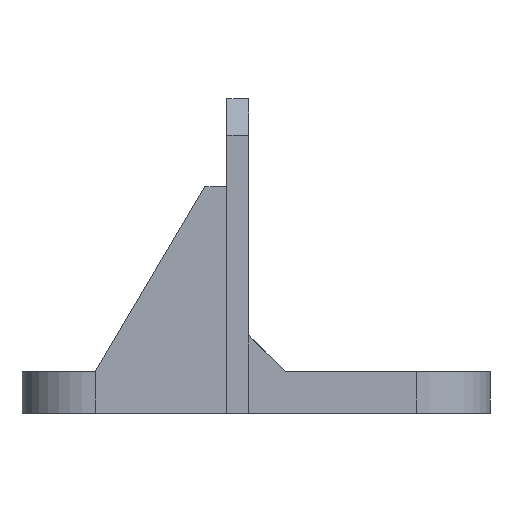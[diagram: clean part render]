
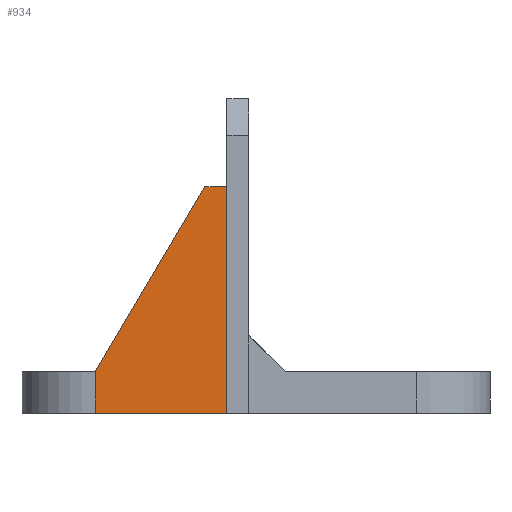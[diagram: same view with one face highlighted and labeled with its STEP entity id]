
A CAD part, front view. The second image highlights one B-rep face of the part: STEP entity #934.
In plain terms, the highlighted planar face has unit normal (0, -1, 0).
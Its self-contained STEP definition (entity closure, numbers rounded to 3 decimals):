
#273 = VERTEX_POINT ( 'NONE', #3069 ) ;
#650 = VERTEX_POINT ( 'NONE', #2737 ) ;
#669 = DIRECTION ( 'NONE',  ( -1., 0., 0. ) ) ;
#678 = DIRECTION ( 'NONE',  ( 1., 0., 0. ) ) ;
#881 = VECTOR ( 'NONE', #2292, 1000. ) ;
#934 = ADVANCED_FACE ( 'NONE', ( #2240 ), #4800, .F. ) ;
#990 = DIRECTION ( 'NONE',  ( 0., 0., 1. ) ) ;
#1099 = EDGE_CURVE ( 'NONE', #2337, #1582, #2345, .T. ) ;
#1146 = LINE ( 'NONE', #2448, #2903 ) ;
#1151 = VECTOR ( 'NONE', #669, 1000. ) ;
#1332 = LINE ( 'NONE', #2588, #4757 ) ;
#1378 = CARTESIAN_POINT ( 'NONE',  ( 406.142, -196.461, 5.7 ) ) ;
#1582 = VERTEX_POINT ( 'NONE', #3859 ) ;
#1677 = ORIENTED_EDGE ( 'NONE', *, *, #1099, .T. ) ;
#1780 = DIRECTION ( 'NONE',  ( -0.51, 0., -0.86 ) ) ;
#1887 = ORIENTED_EDGE ( 'NONE', *, *, #4825, .T. ) ;
#2240 = FACE_OUTER_BOUND ( 'NONE', #4761, .T. ) ;
#2292 = DIRECTION ( 'NONE',  ( 0., 0., 1. ) ) ;
#2337 = VERTEX_POINT ( 'NONE', #1378 ) ;
#2345 = LINE ( 'NONE', #3204, #3732 ) ;
#2448 = CARTESIAN_POINT ( 'NONE',  ( 406.142, -196.461, 0. ) ) ;
#2588 = CARTESIAN_POINT ( 'NONE',  ( 421.142, -196.461, 31. ) ) ;
#2591 = AXIS2_PLACEMENT_3D ( 'NONE', #4698, #2623, #990 ) ;
#2623 = DIRECTION ( 'NONE',  ( 0., 1., 0. ) ) ;
#2732 = LINE ( 'NONE', #3149, #881 ) ;
#2737 = CARTESIAN_POINT ( 'NONE',  ( 424.142, -196.461, 0. ) ) ;
#2798 = LINE ( 'NONE', #5284, #1151 ) ;
#2903 = VECTOR ( 'NONE', #678, 1000. ) ;
#3069 = CARTESIAN_POINT ( 'NONE',  ( 424.142, -196.461, 31. ) ) ;
#3108 = ORIENTED_EDGE ( 'NONE', *, *, #4036, .T. ) ;
#3145 = EDGE_CURVE ( 'NONE', #4533, #2337, #1332, .T. ) ;
#3149 = CARTESIAN_POINT ( 'NONE',  ( 424.142, -196.461, 5.7 ) ) ;
#3204 = CARTESIAN_POINT ( 'NONE',  ( 406.142, -196.461, 4.5 ) ) ;
#3715 = ORIENTED_EDGE ( 'NONE', *, *, #3145, .T. ) ;
#3732 = VECTOR ( 'NONE', #4902, 1000. ) ;
#3859 = CARTESIAN_POINT ( 'NONE',  ( 406.142, -196.461, 0. ) ) ;
#3922 = EDGE_CURVE ( 'NONE', #650, #273, #2732, .T. ) ;
#4036 = EDGE_CURVE ( 'NONE', #1582, #650, #1146, .T. ) ;
#4533 = VERTEX_POINT ( 'NONE', #4986 ) ;
#4698 = CARTESIAN_POINT ( 'NONE',  ( 406.142, -196.461, 4.5 ) ) ;
#4757 = VECTOR ( 'NONE', #1780, 1000. ) ;
#4761 = EDGE_LOOP ( 'NONE', ( #3108, #5373, #1887, #3715, #1677 ) ) ;
#4800 = PLANE ( 'NONE',  #2591 ) ;
#4825 = EDGE_CURVE ( 'NONE', #273, #4533, #2798, .T. ) ;
#4902 = DIRECTION ( 'NONE',  ( 0., 0., -1. ) ) ;
#4986 = CARTESIAN_POINT ( 'NONE',  ( 421.142, -196.461, 31. ) ) ;
#5284 = CARTESIAN_POINT ( 'NONE',  ( 424.142, -196.461, 31. ) ) ;
#5373 = ORIENTED_EDGE ( 'NONE', *, *, #3922, .T. ) ;
